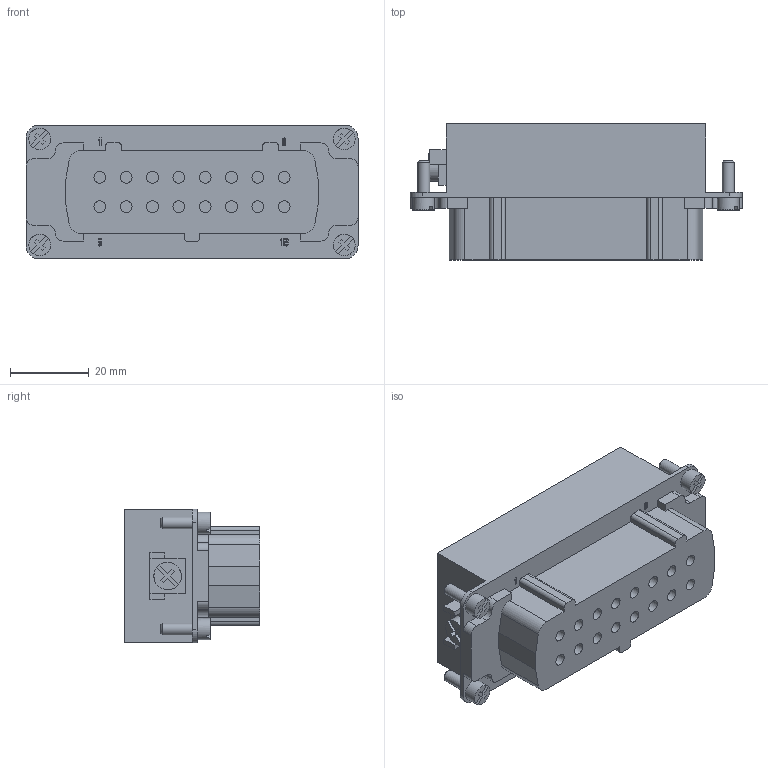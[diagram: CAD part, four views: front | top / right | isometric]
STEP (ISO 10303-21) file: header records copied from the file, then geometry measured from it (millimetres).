
FILE_DESCRIPTION( ( 'STEP AP203' ), ' ' );
FILE_NAME( '09330162701.stp', '2016-03-10T08:49:08', ( '' ), ( '' ), ' ', 'PARTsolutions', ' ' );
FILE_SCHEMA( ( 'CONFIG_CONTROL_DESIGN' ) );
Length unit declared in the file: millimetre
Products named in the file (2): 09330162701; _09330162701_
Assembly tree (1 placements, depth 2):
  09330162701
    _09330162701_
Bounding box: 84.5 x 34.6 x 34 mm (x, y, z)
Volume: 62544.7 mm3; surface area: 17925.4 mm2
Topology: 1 solids, 1 shells, 369 faces, 951 edges, 644 vertices
Faces by surface type: plane 254, cylinder 111, cone 4
Full cylindrical faces by diameter (mm): 3 x20, 3.2 x16, 5.5 x4, 7 x1
Entity records: 10751 total; most frequent: DIRECTION 1848, CARTESIAN_POINT 1839, ORIENTED_EDGE 1730, EDGE_CURVE 865, LINE 624, VECTOR 624, AXIS2_PLACEMENT_3D 612, VERTEX_POINT 603
